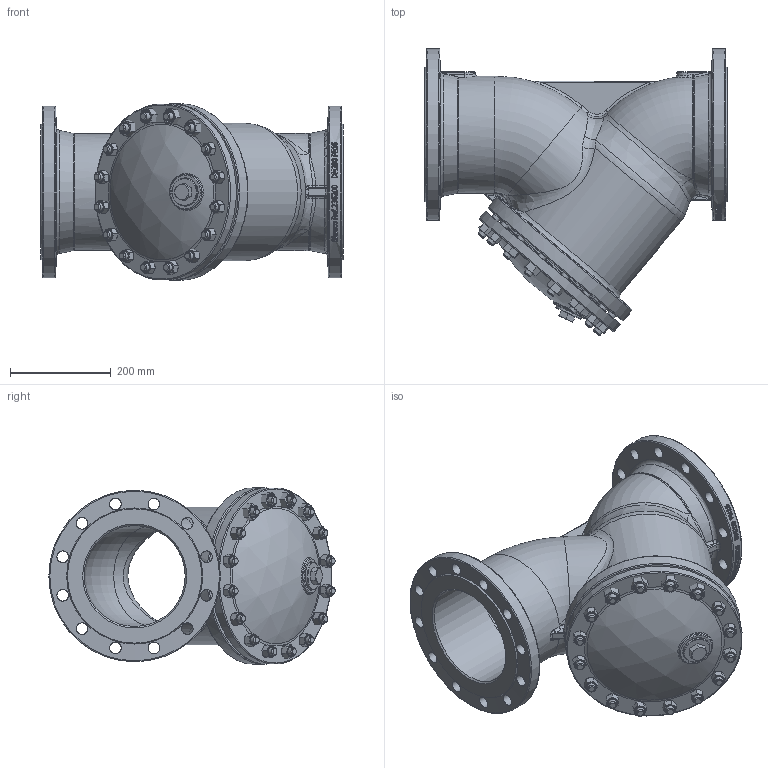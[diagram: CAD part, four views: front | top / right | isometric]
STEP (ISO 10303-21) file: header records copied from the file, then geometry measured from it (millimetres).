
FILE_DESCRIPTION(/* description */ ('236200'),/* implementation_level */ '2;1');
FILE_NAME(/* name */ '236200.stp',/* time_stamp */ '2017-11-06T10:37:02+01:00',/* author */ ('jmorand'),/* organization */ ('Sferaco'),/* preprocessor_version */ 'ST-DEVELOPER v16.5',/* originating_system */ 'Autodesk Inventor 2017',/* authorisation */ '');
FILE_SCHEMA (('CONFIG_CONTROL_DESIGN'));
Products named in the file (1): 821_DN200_PN16
Bounding box: 600 x 567.22 x 350 mm (x, y, z)
Volume: 14960942.4 mm3; surface area: 1752162.6 mm2
Topology: 35 solids, 35 shells, 1129 faces, 2816 edges, 1779 vertices
Faces by surface type: bspline 410, plane 348, cylinder 183, cone 126, torus 55, sphere 7
Full cylindrical faces by diameter (mm): 14 x16, 16 x28, 18 x16, 20 x4, 23 x24, 44.8 x1, 47.8 x1, 55 x1, 56 x1, 70 x1, 200 x4, 204 x1, 210 x2, 232 x1, 240 x2, 270 x2, 275 x1, 280 x1, 340 x2, 350 x2
Entity records: 94633 total; most frequent: CARTESIAN_POINT 71908, ORIENTED_EDGE 5018, DIRECTION 3535, EDGE_CURVE 2509, VERTEX_POINT 1717, EDGE_LOOP 1546, AXIS2_PLACEMENT_3D 1413, FACE_OUTER_BOUND 1129
